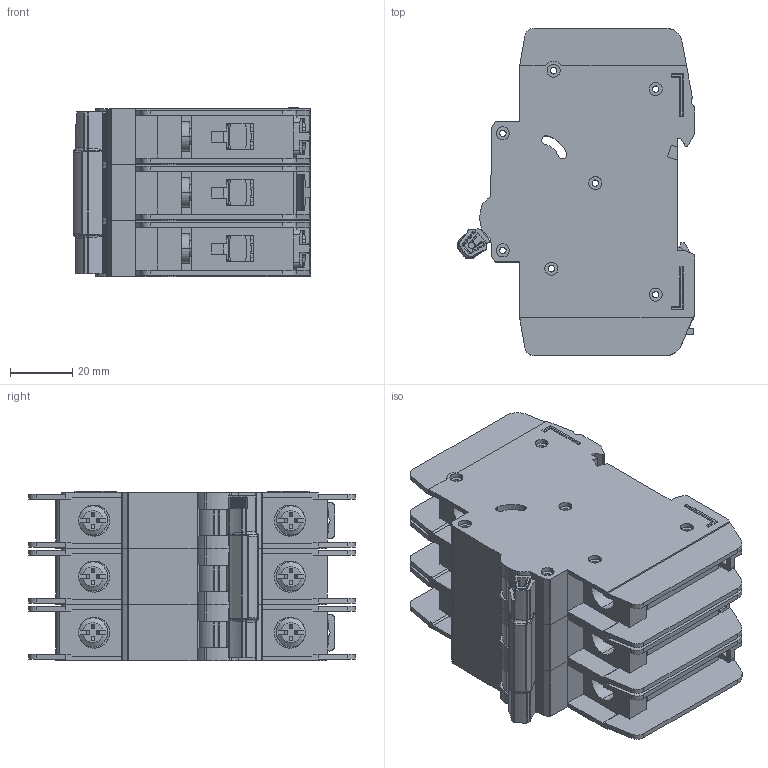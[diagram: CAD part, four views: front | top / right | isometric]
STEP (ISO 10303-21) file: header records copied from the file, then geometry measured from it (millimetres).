
FILE_DESCRIPTION (( 'STEP AP203' ), '1' );
FILE_NAME ('GMCBU-3D-6.step', '2020-06-16T22:54:33', ( '' ), ( '' ), 'SwSTEP 2.0', 'SolidWorks 2019', '' );
FILE_SCHEMA (( 'CONFIG_CONTROL_DESIGN' ));
Products named in the file (1): GMCBU-3D-6
Bounding box: 76.2 x 105 x 54.4 mm (x, y, z)
Volume: 238092.1 mm3; surface area: 103279.1 mm2
Topology: 27 solids, 27 shells, 3909 faces, 10703 edges, 6628 vertices
Faces by surface type: plane 2149, cylinder 1262, bspline 471, cone 18, torus 9
Entity records: 133546 total; most frequent: CARTESIAN_POINT 37077, ORIENTED_EDGE 20894, DIRECTION 19343, EDGE_CURVE 10447, LINE 7079, VECTOR 7079, VERTEX_POINT 6628, AXIS2_PLACEMENT_3D 6132
